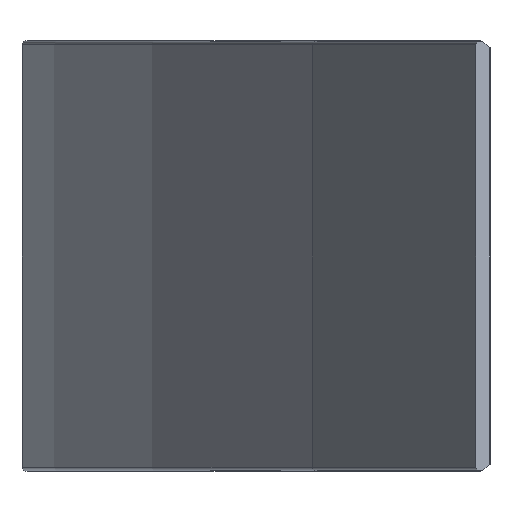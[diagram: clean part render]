
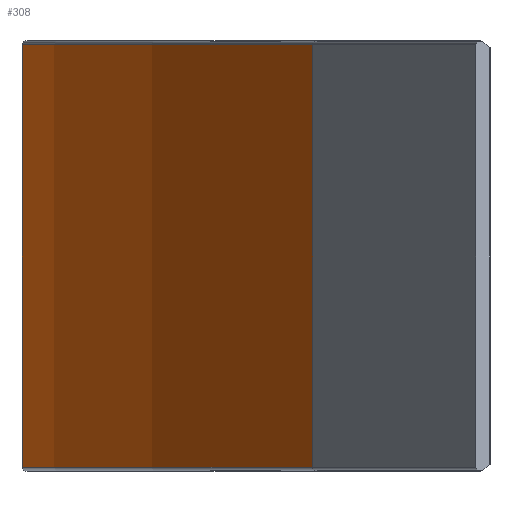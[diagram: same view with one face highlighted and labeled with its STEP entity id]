
A CAD part, left-side view. The second image highlights one B-rep face of the part: STEP entity #308.
In plain terms, the highlighted cylindrical face has radius 491.813 mm (diameter 983.625 mm), a partial arc.
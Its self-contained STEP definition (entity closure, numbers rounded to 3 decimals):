
#10 = CARTESIAN_POINT ( 'NONE',  ( 0., -459.213, 0. ) ) ;
#29 = DIRECTION ( 'NONE',  ( -0.284, 0.959, 0. ) ) ;
#30 = ORIENTED_EDGE ( 'NONE', *, *, #763, .T. ) ;
#43 = DIRECTION ( 'NONE',  ( 0., 0., 1. ) ) ;
#50 = ORIENTED_EDGE ( 'NONE', *, *, #447, .F. ) ;
#53 = LINE ( 'NONE', #187, #197 ) ;
#58 = CARTESIAN_POINT ( 'NONE',  ( 139.646, 12.358, 14.7 ) ) ;
#60 = VECTOR ( 'NONE', #43, 1000. ) ;
#148 = ORIENTED_EDGE ( 'NONE', *, *, #664, .F. ) ;
#162 = DIRECTION ( 'NONE',  ( 0., 0., -1. ) ) ;
#187 = CARTESIAN_POINT ( 'NONE',  ( 139.646, 12.358, 14.7 ) ) ;
#197 = VECTOR ( 'NONE', #467, 1000. ) ;
#200 = DIRECTION ( 'NONE',  ( -1., 0., 0. ) ) ;
#222 = CIRCLE ( 'NONE', #428, 491.813 ) ;
#227 = CARTESIAN_POINT ( 'NONE',  ( 0., -459.213, -14.7 ) ) ;
#247 = CARTESIAN_POINT ( 'NONE',  ( -139.646, 12.358, 14.7 ) ) ;
#250 = VERTEX_POINT ( 'NONE', #726 ) ;
#277 = ORIENTED_EDGE ( 'NONE', *, *, #615, .T. ) ;
#308 = ADVANCED_FACE ( 'NONE', ( #716 ), #485, .T. ) ;
#318 = DIRECTION ( 'NONE',  ( 0., 0., -1. ) ) ;
#328 = CARTESIAN_POINT ( 'NONE',  ( 139.646, 12.358, -14.7 ) ) ;
#342 = EDGE_LOOP ( 'NONE', ( #30, #148, #50, #277 ) ) ;
#366 = CARTESIAN_POINT ( 'NONE',  ( -139.646, 12.358, 14.7 ) ) ;
#413 = LINE ( 'NONE', #366, #60 ) ;
#428 = AXIS2_PLACEMENT_3D ( 'NONE', #227, #162, #29 ) ;
#447 = EDGE_CURVE ( 'NONE', #250, #507, #222, .T. ) ;
#467 = DIRECTION ( 'NONE',  ( 0., 0., 1. ) ) ;
#485 = CYLINDRICAL_SURFACE ( 'NONE', #784, 491.813 ) ;
#488 = DIRECTION ( 'NONE',  ( 0., 0., -1. ) ) ;
#507 = VERTEX_POINT ( 'NONE', #328 ) ;
#526 = CIRCLE ( 'NONE', #614, 491.813 ) ;
#586 = VERTEX_POINT ( 'NONE', #58 ) ;
#614 = AXIS2_PLACEMENT_3D ( 'NONE', #663, #488, #725 ) ;
#615 = EDGE_CURVE ( 'NONE', #250, #619, #413, .T. ) ;
#619 = VERTEX_POINT ( 'NONE', #247 ) ;
#663 = CARTESIAN_POINT ( 'NONE',  ( 0., -459.213, 14.7 ) ) ;
#664 = EDGE_CURVE ( 'NONE', #507, #586, #53, .T. ) ;
#716 = FACE_OUTER_BOUND ( 'NONE', #342, .T. ) ;
#725 = DIRECTION ( 'NONE',  ( -0.284, 0.959, 0. ) ) ;
#726 = CARTESIAN_POINT ( 'NONE',  ( -139.646, 12.358, -14.7 ) ) ;
#763 = EDGE_CURVE ( 'NONE', #619, #586, #526, .T. ) ;
#784 = AXIS2_PLACEMENT_3D ( 'NONE', #10, #318, #200 ) ;
